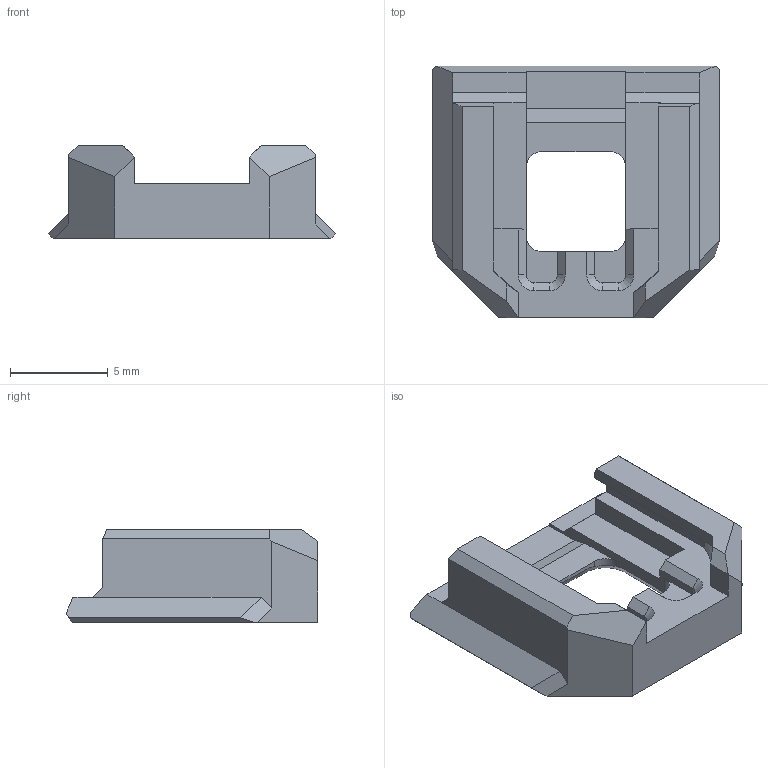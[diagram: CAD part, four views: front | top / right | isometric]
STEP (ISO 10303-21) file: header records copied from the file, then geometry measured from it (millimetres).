
FILE_DESCRIPTION(/* description */ ('STEP AP242','CAx-IF Rec.Pracs.---Representation and Presentation of Product Manufacturing Information (PMI)---4.0---2014-10-13','CAx-IF Rec.Pracs.---3D Tessellated Geometry---0.4---2014-09-14','2;1'),/* implementation_level */ '2;1');
FILE_NAME(/* name */ 'A4T LED Carrier',/* time_stamp */ '2025-01-12T06:32:05Z',/* author */ (''),/* organization */ (''),/* preprocessor_version */ 'ST-DEVELOPER v20',/* originating_system */ 'ONSHAPE BY PTC INC, 1.192',/* authorisation */ ' ');
FILE_SCHEMA (('AP242_MANAGED_MODEL_BASED_3D_ENGINEERING_MIM_LF { 1 0 10303 442 1 1 4 }'));
Length unit declared in the file: millimetre
Products named in the file (2): A4T LED Carrier; LED_Carrier
Assembly tree (1 placements, depth 2):
  A4T LED Carrier
    LED_Carrier
Bounding box: 14.68 x 12.86 x 4.75 mm (x, y, z)
Volume: 354.1 mm3; surface area: 560.7 mm2
Topology: 1 solids, 1 shells, 86 faces, 241 edges, 156 vertices
Faces by surface type: plane 68, cylinder 14, cone 4
Entity records: 2782 total; most frequent: CARTESIAN_POINT 501, ORIENTED_EDGE 482, DIRECTION 449, EDGE_CURVE 241, LINE 201, VECTOR 201, VERTEX_POINT 156, AXIS2_PLACEMENT_3D 124
